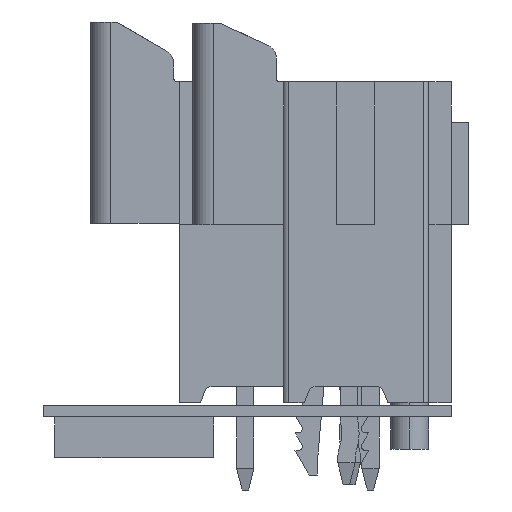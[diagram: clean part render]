
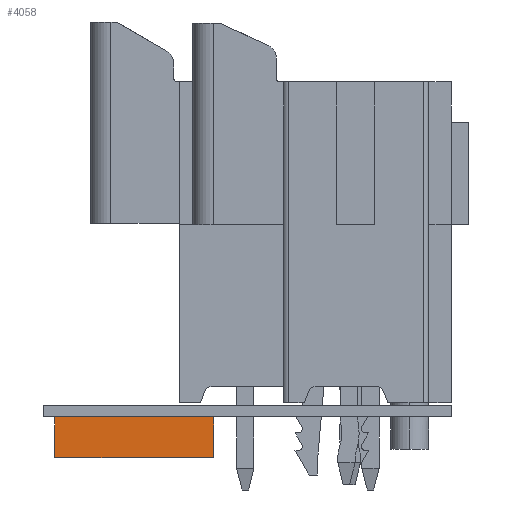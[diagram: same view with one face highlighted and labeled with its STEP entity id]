
A CAD part, left-side view. The second image highlights one B-rep face of the part: STEP entity #4058.
In plain terms, the highlighted face is planar.
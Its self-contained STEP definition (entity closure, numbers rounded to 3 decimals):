
#3676 = PLANE('',#3677);
#3677 = AXIS2_PLACEMENT_3D('',#3678,#3679,#3680);
#3678 = CARTESIAN_POINT('',(0.,1.5,0.));
#3679 = DIRECTION('',(0.,-1.,0.));
#3680 = DIRECTION('',(0.,0.,-1.));
#3796 = PLANE('',#3797);
#3797 = AXIS2_PLACEMENT_3D('',#3798,#3799,#3800);
#3798 = CARTESIAN_POINT('',(0.,0.,0.));
#3799 = DIRECTION('',(0.,-1.,0.));
#3800 = DIRECTION('',(0.,0.,-1.));
#4058 = ADVANCED_FACE('',(#4059),#4073,.F.);
#4059 = FACE_BOUND('',#4060,.T.);
#4060 = EDGE_LOOP('',(#4061,#4091,#4119,#4142));
#4061 = ORIENTED_EDGE('',*,*,#4062,.T.);
#4062 = EDGE_CURVE('',#4063,#4065,#4067,.T.);
#4063 = VERTEX_POINT('',#4064);
#4064 = CARTESIAN_POINT('',(8.255,0.,2.921));
#4065 = VERTEX_POINT('',#4066);
#4066 = CARTESIAN_POINT('',(8.255,0.,-2.921));
#4067 = SURFACE_CURVE('',#4068,(#4072,#4084),.PCURVE_S1.);
#4068 = LINE('',#4069,#4070);
#4069 = CARTESIAN_POINT('',(8.255,0.,2.921));
#4070 = VECTOR('',#4071,1.);
#4071 = DIRECTION('',(0.,0.,-1.));
#4072 = PCURVE('',#4073,#4078);
#4073 = PLANE('',#4074);
#4074 = AXIS2_PLACEMENT_3D('',#4075,#4076,#4077);
#4075 = CARTESIAN_POINT('',(8.255,1.5,2.921));
#4076 = DIRECTION('',(-1.,0.,0.));
#4077 = DIRECTION('',(0.,0.,1.));
#4078 = DEFINITIONAL_REPRESENTATION('',(#4079),#4083);
#4079 = LINE('',#4080,#4081);
#4080 = CARTESIAN_POINT('',(0.,-1.5));
#4081 = VECTOR('',#4082,1.);
#4082 = DIRECTION('',(-1.,0.));
#4083 = ( GEOMETRIC_REPRESENTATION_CONTEXT(2) 
PARAMETRIC_REPRESENTATION_CONTEXT() REPRESENTATION_CONTEXT('2D SPACE',''
  ) );
#4084 = PCURVE('',#3796,#4085);
#4085 = DEFINITIONAL_REPRESENTATION('',(#4086),#4090);
#4086 = LINE('',#4087,#4088);
#4087 = CARTESIAN_POINT('',(-2.921,8.255));
#4088 = VECTOR('',#4089,1.);
#4089 = DIRECTION('',(1.,0.));
#4090 = ( GEOMETRIC_REPRESENTATION_CONTEXT(2) 
PARAMETRIC_REPRESENTATION_CONTEXT() REPRESENTATION_CONTEXT('2D SPACE',''
  ) );
#4091 = ORIENTED_EDGE('',*,*,#4092,.F.);
#4092 = EDGE_CURVE('',#4093,#4065,#4095,.T.);
#4093 = VERTEX_POINT('',#4094);
#4094 = CARTESIAN_POINT('',(8.255,1.5,-2.921));
#4095 = SURFACE_CURVE('',#4096,(#4100,#4107),.PCURVE_S1.);
#4096 = LINE('',#4097,#4098);
#4097 = CARTESIAN_POINT('',(8.255,1.5,-2.921));
#4098 = VECTOR('',#4099,1.);
#4099 = DIRECTION('',(0.,-1.,0.));
#4100 = PCURVE('',#4073,#4101);
#4101 = DEFINITIONAL_REPRESENTATION('',(#4102),#4106);
#4102 = LINE('',#4103,#4104);
#4103 = CARTESIAN_POINT('',(-5.842,0.));
#4104 = VECTOR('',#4105,1.);
#4105 = DIRECTION('',(0.,-1.));
#4106 = ( GEOMETRIC_REPRESENTATION_CONTEXT(2) 
PARAMETRIC_REPRESENTATION_CONTEXT() REPRESENTATION_CONTEXT('2D SPACE',''
  ) );
#4107 = PCURVE('',#4108,#4113);
#4108 = PLANE('',#4109);
#4109 = AXIS2_PLACEMENT_3D('',#4110,#4111,#4112);
#4110 = CARTESIAN_POINT('',(-8.255,1.5,-2.921));
#4111 = DIRECTION('',(0.,0.,1.));
#4112 = DIRECTION('',(1.,0.,0.));
#4113 = DEFINITIONAL_REPRESENTATION('',(#4114),#4118);
#4114 = LINE('',#4115,#4116);
#4115 = CARTESIAN_POINT('',(16.51,0.));
#4116 = VECTOR('',#4117,1.);
#4117 = DIRECTION('',(0.,-1.));
#4118 = ( GEOMETRIC_REPRESENTATION_CONTEXT(2) 
PARAMETRIC_REPRESENTATION_CONTEXT() REPRESENTATION_CONTEXT('2D SPACE',''
  ) );
#4119 = ORIENTED_EDGE('',*,*,#4120,.F.);
#4120 = EDGE_CURVE('',#4121,#4093,#4123,.T.);
#4121 = VERTEX_POINT('',#4122);
#4122 = CARTESIAN_POINT('',(8.255,1.5,2.921));
#4123 = SURFACE_CURVE('',#4124,(#4128,#4135),.PCURVE_S1.);
#4124 = LINE('',#4125,#4126);
#4125 = CARTESIAN_POINT('',(8.255,1.5,2.921));
#4126 = VECTOR('',#4127,1.);
#4127 = DIRECTION('',(0.,0.,-1.));
#4128 = PCURVE('',#4073,#4129);
#4129 = DEFINITIONAL_REPRESENTATION('',(#4130),#4134);
#4130 = LINE('',#4131,#4132);
#4131 = CARTESIAN_POINT('',(0.,0.));
#4132 = VECTOR('',#4133,1.);
#4133 = DIRECTION('',(-1.,0.));
#4134 = ( GEOMETRIC_REPRESENTATION_CONTEXT(2) 
PARAMETRIC_REPRESENTATION_CONTEXT() REPRESENTATION_CONTEXT('2D SPACE',''
  ) );
#4135 = PCURVE('',#3676,#4136);
#4136 = DEFINITIONAL_REPRESENTATION('',(#4137),#4141);
#4137 = LINE('',#4138,#4139);
#4138 = CARTESIAN_POINT('',(-2.921,8.255));
#4139 = VECTOR('',#4140,1.);
#4140 = DIRECTION('',(1.,0.));
#4141 = ( GEOMETRIC_REPRESENTATION_CONTEXT(2) 
PARAMETRIC_REPRESENTATION_CONTEXT() REPRESENTATION_CONTEXT('2D SPACE',''
  ) );
#4142 = ORIENTED_EDGE('',*,*,#4143,.T.);
#4143 = EDGE_CURVE('',#4121,#4063,#4144,.T.);
#4144 = SURFACE_CURVE('',#4145,(#4149,#4156),.PCURVE_S1.);
#4145 = LINE('',#4146,#4147);
#4146 = CARTESIAN_POINT('',(8.255,1.5,2.921));
#4147 = VECTOR('',#4148,1.);
#4148 = DIRECTION('',(0.,-1.,0.));
#4149 = PCURVE('',#4073,#4150);
#4150 = DEFINITIONAL_REPRESENTATION('',(#4151),#4155);
#4151 = LINE('',#4152,#4153);
#4152 = CARTESIAN_POINT('',(0.,0.));
#4153 = VECTOR('',#4154,1.);
#4154 = DIRECTION('',(0.,-1.));
#4155 = ( GEOMETRIC_REPRESENTATION_CONTEXT(2) 
PARAMETRIC_REPRESENTATION_CONTEXT() REPRESENTATION_CONTEXT('2D SPACE',''
  ) );
#4156 = PCURVE('',#4157,#4162);
#4157 = PLANE('',#4158);
#4158 = AXIS2_PLACEMENT_3D('',#4159,#4160,#4161);
#4159 = CARTESIAN_POINT('',(-8.255,1.5,2.921));
#4160 = DIRECTION('',(0.,0.,-1.));
#4161 = DIRECTION('',(-1.,0.,0.));
#4162 = DEFINITIONAL_REPRESENTATION('',(#4163),#4167);
#4163 = LINE('',#4164,#4165);
#4164 = CARTESIAN_POINT('',(-16.51,0.));
#4165 = VECTOR('',#4166,1.);
#4166 = DIRECTION('',(0.,-1.));
#4167 = ( GEOMETRIC_REPRESENTATION_CONTEXT(2) 
PARAMETRIC_REPRESENTATION_CONTEXT() REPRESENTATION_CONTEXT('2D SPACE',''
  ) );
